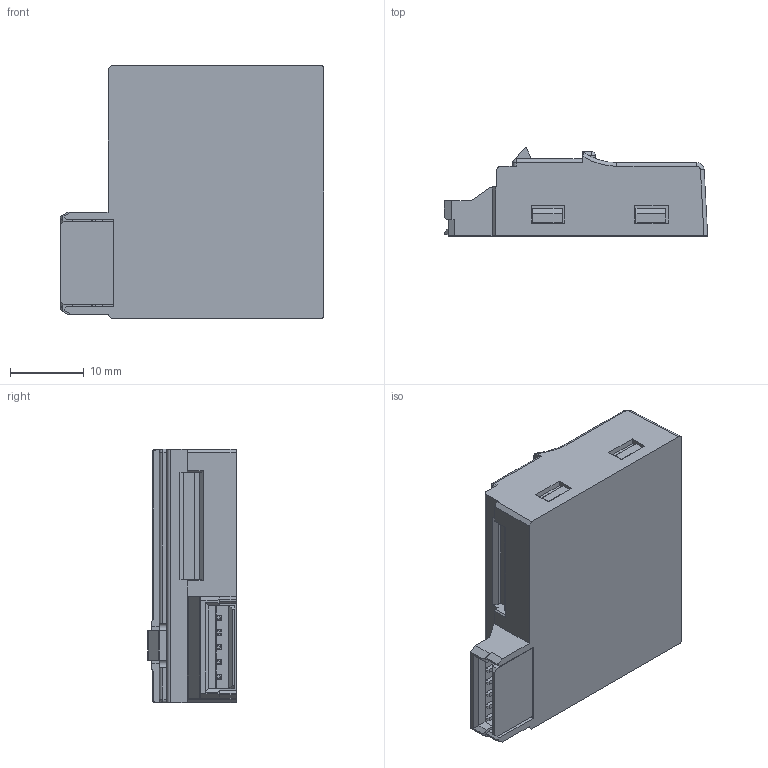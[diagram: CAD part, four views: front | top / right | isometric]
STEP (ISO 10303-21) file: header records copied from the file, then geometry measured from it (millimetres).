
FILE_DESCRIPTION((''),'2;1');
FILE_NAME('MEMOIRE_1','2018-04-09T',('lpadby2'),('CROUZET-AUTOMATISMES'),'CREO PARAMETRIC BY PTC INC, 2017170','CREO PARAMETRIC BY PTC INC, 2017170','');
FILE_SCHEMA(('AP203_CONFIGURATION_CONTROLLED_3D_DESIGN_OF_MECHANICAL_PARTS_AND_ASSEMBLIES_MIM_LF { 1 0 10303 403 2 1 2 }'));
Length unit declared in the file: millimetre
Products named in the file (1): MEMOIRE_1
Bounding box: 35.65 x 11.94 x 34.4 mm (x, y, z)
Volume: 9883.7 mm3; surface area: 5141.4 mm2
Topology: 1 solids, 1 shells, 532 faces, 1379 edges, 900 vertices
Faces by surface type: plane 467, cylinder 51, torus 4, sphere 4, cone 4, bspline 2
Entity records: 20631 total; most frequent: CARTESIAN_POINT 3173, ORIENTED_EDGE 2758, DIRECTION 2505, PRESENTATION_STYLE_ASSIGNMENT 1386, STYLED_ITEM 1386, CURVE_STYLE 1385, EDGE_CURVE 1379, VECTOR 1180
